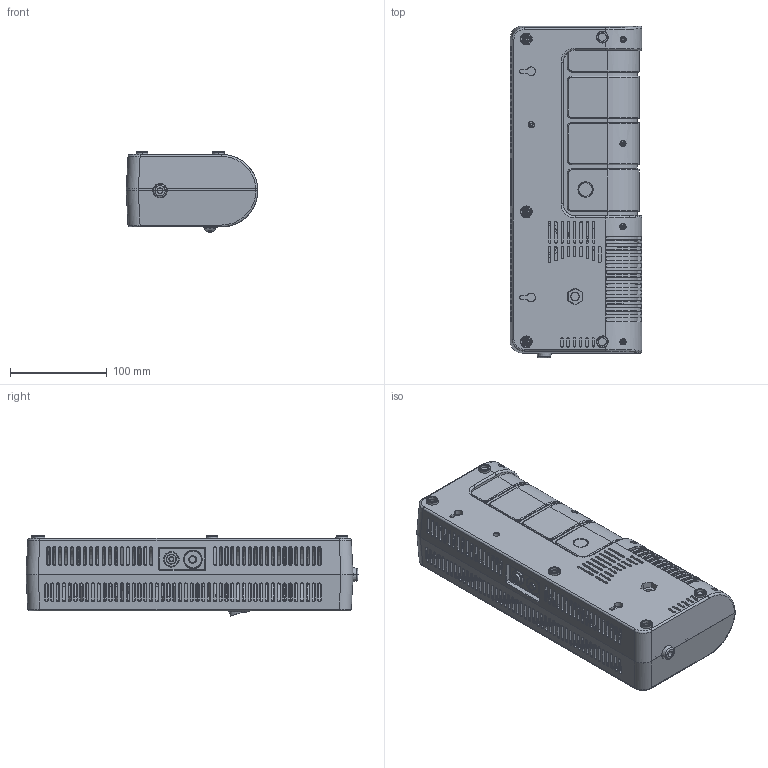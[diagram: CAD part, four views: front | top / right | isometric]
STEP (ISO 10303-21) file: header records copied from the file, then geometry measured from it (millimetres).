
FILE_DESCRIPTION(/* description */ (''),/* implementation_level */ '2;1');
FILE_NAME(/* name */ 'AVR-P1~1.5KVA三维图.stp',/* time_stamp */ '2025-05-27T14:57:55+08:00',/* author */ (''),/* organization */ (''),/* preprocessor_version */ 'ST-DEVELOPER v20',/* originating_system */ 'SIEMENS PLM Software NX2312.1700',/* authorisation */ '');
FILE_SCHEMA (('AUTOMOTIVE_DESIGN { 1 0 10303 214 3 1 1 1 }'));
Products named in the file (13): TRM_SRF127; PRT0010; PRT0013; _PRT00; PRT0003; PRT0002; PRT0001; AVR-P00; 显示屏; 保险; 输出电压; ADMI7D4422CAPV67_ASM; AVR-P1~1.5KVA三维图UG
Assembly tree (12 placements, depth 3):
  AVR-P1~1.5KVA三维图UG
    输出电压
    保险
    显示屏
    ADMI7D4422CAPV67_ASM
      PRT0013
      PRT0010
      TRM_SRF127
    AVR-P00
    PRT0001
    PRT0002
    PRT0003
    _PRT00
Bounding box: 136 x 343.1 x 83.19 mm (x, y, z)
Volume: 489441.5 mm3; surface area: 436628.4 mm2
Topology: 11 solids, 11 shells, 3846 faces, 10751 edges, 6903 vertices
Faces by surface type: plane 1926, cylinder 1002, bspline 421, torus 284, cone 202, extrusion 6, sphere 5
Full cylindrical faces by diameter (mm): 7.5 x1, 8 x1, 10 x1, 16 x1
Entity records: 177047 total; most frequent: CARTESIAN_POINT 57661, ORIENTED_EDGE 21458, DIRECTION 17302, EDGE_CURVE 10729, VERTEX_POINT 6897, AXIS2_PLACEMENT_3D 5934, VECTOR 5434, LINE 5428
